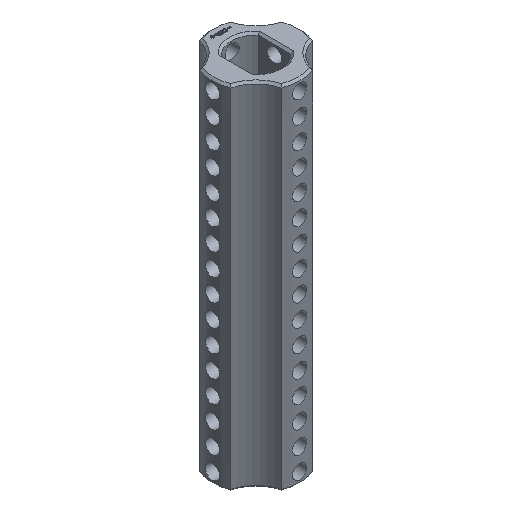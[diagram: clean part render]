
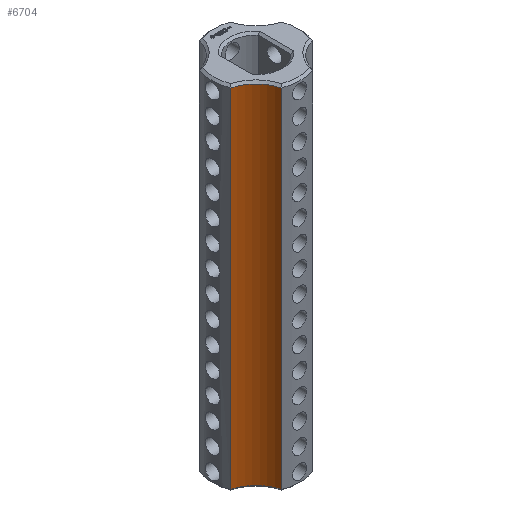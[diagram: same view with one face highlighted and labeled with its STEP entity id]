
A CAD part, isometric view. The second image highlights one B-rep face of the part: STEP entity #6704.
In plain terms, the highlighted cylindrical face has radius 5 mm (diameter 10 mm), a partial arc.
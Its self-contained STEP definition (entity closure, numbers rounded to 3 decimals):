
#1817 = EDGE_CURVE('',#1818,#1820,#1822,.T.);
#1818 = VERTEX_POINT('',#1819);
#1819 = CARTESIAN_POINT('',(-2.225,-5.841,0.3));
#1820 = VERTEX_POINT('',#1821);
#1821 = CARTESIAN_POINT('',(-2.225,-5.841,49.7));
#1822 = LINE('',#1823,#1824);
#1823 = CARTESIAN_POINT('',(-2.225,-5.841,0.));
#1824 = VECTOR('',#1825,1.);
#1825 = DIRECTION('',(0.,0.,1.));
#6704 = ADVANCED_FACE('',(#6705),#6732,.F.);
#6705 = FACE_BOUND('',#6706,.T.);
#6706 = EDGE_LOOP('',(#6707,#6708,#6717,#6725));
#6707 = ORIENTED_EDGE('',*,*,#1817,.T.);
#6708 = ORIENTED_EDGE('',*,*,#6709,.T.);
#6709 = EDGE_CURVE('',#1820,#6710,#6712,.T.);
#6710 = VERTEX_POINT('',#6711);
#6711 = CARTESIAN_POINT('',(-5.841,-2.225,49.7));
#6712 = CIRCLE('',#6713,5.);
#6713 = AXIS2_PLACEMENT_3D('',#6714,#6715,#6716);
#6714 = CARTESIAN_POINT('',(-7.071,-7.071,49.7));
#6715 = DIRECTION('',(0.,-0.,1.));
#6716 = DIRECTION('',(0.969,0.246,0.));
#6717 = ORIENTED_EDGE('',*,*,#6718,.F.);
#6718 = EDGE_CURVE('',#6719,#6710,#6721,.T.);
#6719 = VERTEX_POINT('',#6720);
#6720 = CARTESIAN_POINT('',(-5.841,-2.225,0.3));
#6721 = LINE('',#6722,#6723);
#6722 = CARTESIAN_POINT('',(-5.841,-2.225,0.));
#6723 = VECTOR('',#6724,1.);
#6724 = DIRECTION('',(0.,0.,1.));
#6725 = ORIENTED_EDGE('',*,*,#6726,.F.);
#6726 = EDGE_CURVE('',#1818,#6719,#6727,.T.);
#6727 = CIRCLE('',#6728,5.);
#6728 = AXIS2_PLACEMENT_3D('',#6729,#6730,#6731);
#6729 = CARTESIAN_POINT('',(-7.071,-7.071,0.3));
#6730 = DIRECTION('',(0.,-0.,1.));
#6731 = DIRECTION('',(0.969,0.246,0.));
#6732 = CYLINDRICAL_SURFACE('',#6733,5.);
#6733 = AXIS2_PLACEMENT_3D('',#6734,#6735,#6736);
#6734 = CARTESIAN_POINT('',(-7.071,-7.071,0.));
#6735 = DIRECTION('',(-0.,-0.,-1.));
#6736 = DIRECTION('',(1.,0.,0.));
